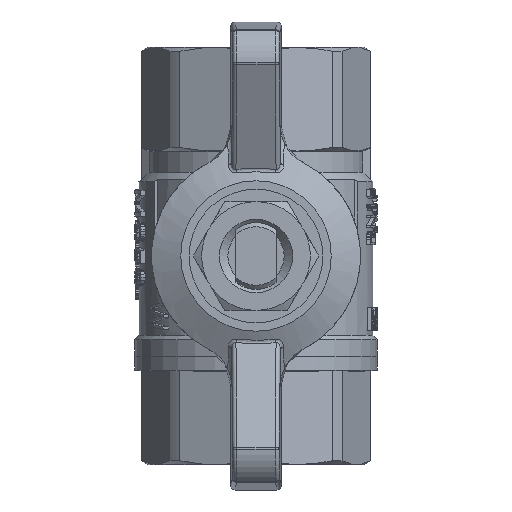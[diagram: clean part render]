
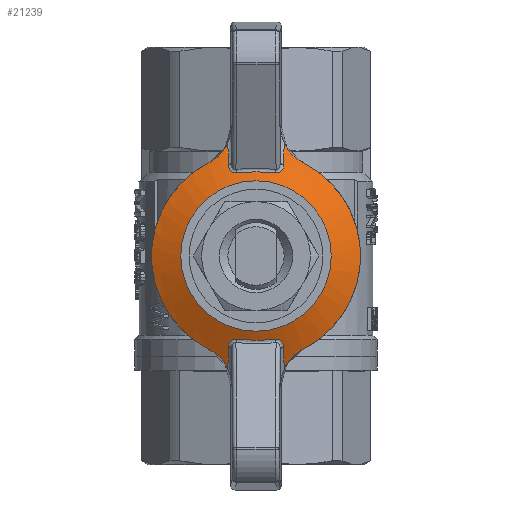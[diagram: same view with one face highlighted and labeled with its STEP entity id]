
A CAD part, left-side view. The second image highlights one B-rep face of the part: STEP entity #21239.
In plain terms, the highlighted conical face has half-angle 64.093 degrees and reference radius 9 mm.
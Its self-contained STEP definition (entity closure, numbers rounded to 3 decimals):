
#1693=CONICAL_SURFACE('',#31571,9.,1.119);
#1805=B_SPLINE_CURVE_WITH_KNOTS('',3,(#48847,#48848,#48849,#48850),
 .UNSPECIFIED.,.F.,.F.,(4,4),(0.,0.003),
 .UNSPECIFIED.);
#1806=B_SPLINE_CURVE_WITH_KNOTS('',3,(#48852,#48853,#48854,#48855),
 .UNSPECIFIED.,.F.,.F.,(4,4),(0.,0.003),.UNSPECIFIED.);
#1807=B_SPLINE_CURVE_WITH_KNOTS('',3,(#48857,#48858,#48859,#48860,#48861),
 .UNSPECIFIED.,.F.,.F.,(4,1,4),(0.,0.001,0.002),
 .UNSPECIFIED.);
#1808=B_SPLINE_CURVE_WITH_KNOTS('',3,(#48863,#48864,#48865,#48866),
 .UNSPECIFIED.,.F.,.F.,(4,4),(0.,0.005),.UNSPECIFIED.);
#1809=B_SPLINE_CURVE_WITH_KNOTS('',3,(#48868,#48869,#48870,#48871,#48872),
 .UNSPECIFIED.,.F.,.F.,(4,1,4),(0.,0.001,0.002),
 .UNSPECIFIED.);
#1810=B_SPLINE_CURVE_WITH_KNOTS('',3,(#48874,#48875,#48876,#48877),
 .UNSPECIFIED.,.F.,.F.,(4,4),(0.,0.003),.UNSPECIFIED.);
#1811=B_SPLINE_CURVE_WITH_KNOTS('',3,(#48879,#48880,#48881,#48882),
 .UNSPECIFIED.,.F.,.F.,(4,4),(0.002,0.006),
 .UNSPECIFIED.);
#1812=B_SPLINE_CURVE_WITH_KNOTS('',3,(#48883,#48884,#48885,#48886),
 .UNSPECIFIED.,.F.,.F.,(4,4),(0.,0.003),
 .UNSPECIFIED.);
#1813=B_SPLINE_CURVE_WITH_KNOTS('',3,(#48888,#48889,#48890,#48891),
 .UNSPECIFIED.,.F.,.F.,(4,4),(0.,0.003),
 .UNSPECIFIED.);
#1814=B_SPLINE_CURVE_WITH_KNOTS('',3,(#48893,#48894,#48895,#48896,#48897),
 .UNSPECIFIED.,.F.,.F.,(4,1,4),(0.,0.001,0.002),
 .UNSPECIFIED.);
#1815=B_SPLINE_CURVE_WITH_KNOTS('',3,(#48899,#48900,#48901,#48902),
 .UNSPECIFIED.,.F.,.F.,(4,4),(0.,0.005),.UNSPECIFIED.);
#1816=B_SPLINE_CURVE_WITH_KNOTS('',3,(#48904,#48905,#48906,#48907,#48908),
 .UNSPECIFIED.,.F.,.F.,(4,1,4),(0.,0.001,0.002),
 .UNSPECIFIED.);
#1817=B_SPLINE_CURVE_WITH_KNOTS('',3,(#48910,#48911,#48912,#48913),
 .UNSPECIFIED.,.F.,.F.,(4,4),(0.,0.003),.UNSPECIFIED.);
#1818=B_SPLINE_CURVE_WITH_KNOTS('',3,(#48915,#48916,#48917,#48918),
 .UNSPECIFIED.,.F.,.F.,(4,4),(0.002,0.006),
 .UNSPECIFIED.);
#10585=ORIENTED_EDGE('',*,*,#13916,.T.);
#10586=ORIENTED_EDGE('',*,*,#13917,.T.);
#10587=ORIENTED_EDGE('',*,*,#13918,.T.);
#10588=ORIENTED_EDGE('',*,*,#13919,.T.);
#10589=ORIENTED_EDGE('',*,*,#13920,.T.);
#10590=ORIENTED_EDGE('',*,*,#13921,.T.);
#10591=ORIENTED_EDGE('',*,*,#13922,.T.);
#10592=ORIENTED_EDGE('',*,*,#13854,.F.);
#10593=ORIENTED_EDGE('',*,*,#13923,.T.);
#10594=ORIENTED_EDGE('',*,*,#13924,.T.);
#10595=ORIENTED_EDGE('',*,*,#13925,.T.);
#10596=ORIENTED_EDGE('',*,*,#13926,.T.);
#10597=ORIENTED_EDGE('',*,*,#13927,.T.);
#10598=ORIENTED_EDGE('',*,*,#13928,.T.);
#10599=ORIENTED_EDGE('',*,*,#13929,.T.);
#10600=ORIENTED_EDGE('',*,*,#13859,.F.);
#10601=ORIENTED_EDGE('',*,*,#13837,.T.);
#13837=EDGE_CURVE('',#16051,#16051,#16470,.T.);
#13854=EDGE_CURVE('',#16068,#16069,#16480,.T.);
#13859=EDGE_CURVE('',#16072,#16073,#16482,.T.);
#13916=EDGE_CURVE('',#16072,#16106,#1805,.T.);
#13917=EDGE_CURVE('',#16106,#16107,#1806,.T.);
#13918=EDGE_CURVE('',#16107,#16108,#1807,.T.);
#13919=EDGE_CURVE('',#16108,#16109,#1808,.T.);
#13920=EDGE_CURVE('',#16109,#16110,#1809,.T.);
#13921=EDGE_CURVE('',#16110,#16111,#1810,.T.);
#13922=EDGE_CURVE('',#16111,#16069,#1811,.T.);
#13923=EDGE_CURVE('',#16068,#16112,#1812,.T.);
#13924=EDGE_CURVE('',#16112,#16113,#1813,.T.);
#13925=EDGE_CURVE('',#16113,#16114,#1814,.T.);
#13926=EDGE_CURVE('',#16114,#16115,#1815,.T.);
#13927=EDGE_CURVE('',#16115,#16116,#1816,.T.);
#13928=EDGE_CURVE('',#16116,#16117,#1817,.T.);
#13929=EDGE_CURVE('',#16117,#16073,#1818,.T.);
#16051=VERTEX_POINT('',#48643);
#16068=VERTEX_POINT('',#48680);
#16069=VERTEX_POINT('',#48682);
#16072=VERTEX_POINT('',#48691);
#16073=VERTEX_POINT('',#48692);
#16106=VERTEX_POINT('',#48851);
#16107=VERTEX_POINT('',#48856);
#16108=VERTEX_POINT('',#48862);
#16109=VERTEX_POINT('',#48867);
#16110=VERTEX_POINT('',#48873);
#16111=VERTEX_POINT('',#48878);
#16112=VERTEX_POINT('',#48887);
#16113=VERTEX_POINT('',#48892);
#16114=VERTEX_POINT('',#48898);
#16115=VERTEX_POINT('',#48903);
#16116=VERTEX_POINT('',#48909);
#16117=VERTEX_POINT('',#48914);
#16470=CIRCLE('',#31507,9.);
#16480=CIRCLE('',#31522,12.5);
#16482=CIRCLE('',#31526,12.5);
#17772=EDGE_LOOP('',(#10585,#10586,#10587,#10588,#10589,#10590,#10591,#10592,
#10593,#10594,#10595,#10596,#10597,#10598,#10599,#10600));
#17773=EDGE_LOOP('',(#10601));
#19068=FACE_BOUND('',#17772,.T.);
#19069=FACE_BOUND('',#17773,.T.);
#21239=ADVANCED_FACE('',(#19068,#19069),#1693,.T.);
#31507=AXIS2_PLACEMENT_3D('',#48642,#38565,#38566);
#31522=AXIS2_PLACEMENT_3D('',#48681,#38601,#38602);
#31526=AXIS2_PLACEMENT_3D('',#48690,#38611,#38612);
#31571=AXIS2_PLACEMENT_3D('',#48846,#38724,#38725);
#38565=DIRECTION('',(0.,0.,-1.));
#38566=DIRECTION('',(-1.,0.,0.));
#38601=DIRECTION('',(0.,0.,-1.));
#38602=DIRECTION('',(-1.,0.,0.));
#38611=DIRECTION('',(0.,0.,-1.));
#38612=DIRECTION('',(-1.,0.,0.));
#38724=DIRECTION('',(0.,0.,-1.));
#38725=DIRECTION('',(-1.,0.,0.));
#48642=CARTESIAN_POINT('',(0.,0.,12.2));
#48643=CARTESIAN_POINT('',(-9.,0.,12.2));
#48680=CARTESIAN_POINT('',(11.151,-5.649,10.5));
#48681=CARTESIAN_POINT('',(0.,0.,10.5));
#48682=CARTESIAN_POINT('',(-11.151,-5.649,10.5));
#48690=CARTESIAN_POINT('',(0.,0.,10.5));
#48691=CARTESIAN_POINT('',(-11.151,5.649,10.5));
#48692=CARTESIAN_POINT('',(11.151,5.649,10.5));
#48846=CARTESIAN_POINT('',(0.,0.,12.2));
#48847=CARTESIAN_POINT('',(-11.151,5.649,10.5));
#48848=CARTESIAN_POINT('',(-11.68,4.604,10.5));
#48849=CARTESIAN_POINT('',(-12.567,3.799,10.203));
#48850=CARTESIAN_POINT('',(-13.554,3.359,9.789));
#48851=CARTESIAN_POINT('',(-13.554,3.359,9.789));
#48852=CARTESIAN_POINT('',(-13.554,3.359,9.789));
#48853=CARTESIAN_POINT('',(-12.694,3.35,10.195));
#48854=CARTESIAN_POINT('',(-11.833,3.34,10.6));
#48855=CARTESIAN_POINT('',(-10.971,3.33,11.002));
#48856=CARTESIAN_POINT('',(-10.971,3.33,11.002));
#48857=CARTESIAN_POINT('',(-10.971,3.33,11.002));
#48858=CARTESIAN_POINT('',(-10.708,3.326,11.126));
#48859=CARTESIAN_POINT('',(-10.181,3.188,11.39));
#48860=CARTESIAN_POINT('',(-9.906,2.638,11.594));
#48861=CARTESIAN_POINT('',(-9.94,2.347,11.611));
#48862=CARTESIAN_POINT('',(-9.94,2.347,11.611));
#48863=CARTESIAN_POINT('',(-9.94,2.347,11.611));
#48864=CARTESIAN_POINT('',(-10.121,0.787,11.699));
#48865=CARTESIAN_POINT('',(-10.121,-0.787,11.699));
#48866=CARTESIAN_POINT('',(-9.94,-2.347,11.611));
#48867=CARTESIAN_POINT('',(-9.94,-2.347,11.611));
#48868=CARTESIAN_POINT('',(-9.94,-2.347,11.611));
#48869=CARTESIAN_POINT('',(-9.906,-2.638,11.594));
#48870=CARTESIAN_POINT('',(-10.179,-3.187,11.391));
#48871=CARTESIAN_POINT('',(-10.708,-3.326,11.126));
#48872=CARTESIAN_POINT('',(-10.971,-3.33,11.002));
#48873=CARTESIAN_POINT('',(-10.971,-3.33,11.002));
#48874=CARTESIAN_POINT('',(-10.971,-3.33,11.002));
#48875=CARTESIAN_POINT('',(-11.833,-3.34,10.6));
#48876=CARTESIAN_POINT('',(-12.694,-3.35,10.195));
#48877=CARTESIAN_POINT('',(-13.554,-3.359,9.789));
#48878=CARTESIAN_POINT('',(-13.554,-3.359,9.789));
#48879=CARTESIAN_POINT('',(-13.554,-3.359,9.789));
#48880=CARTESIAN_POINT('',(-12.567,-3.798,10.203));
#48881=CARTESIAN_POINT('',(-11.681,-4.603,10.5));
#48882=CARTESIAN_POINT('',(-11.151,-5.649,10.5));
#48883=CARTESIAN_POINT('',(11.151,-5.649,10.5));
#48884=CARTESIAN_POINT('',(11.68,-4.604,10.5));
#48885=CARTESIAN_POINT('',(12.567,-3.799,10.203));
#48886=CARTESIAN_POINT('',(13.554,-3.359,9.789));
#48887=CARTESIAN_POINT('',(13.554,-3.359,9.789));
#48888=CARTESIAN_POINT('',(13.554,-3.359,9.789));
#48889=CARTESIAN_POINT('',(12.694,-3.35,10.195));
#48890=CARTESIAN_POINT('',(11.833,-3.34,10.6));
#48891=CARTESIAN_POINT('',(10.971,-3.33,11.002));
#48892=CARTESIAN_POINT('',(10.971,-3.33,11.002));
#48893=CARTESIAN_POINT('',(10.971,-3.33,11.002));
#48894=CARTESIAN_POINT('',(10.708,-3.326,11.126));
#48895=CARTESIAN_POINT('',(10.181,-3.188,11.39));
#48896=CARTESIAN_POINT('',(9.906,-2.638,11.594));
#48897=CARTESIAN_POINT('',(9.94,-2.347,11.611));
#48898=CARTESIAN_POINT('',(9.94,-2.347,11.611));
#48899=CARTESIAN_POINT('',(9.94,-2.347,11.611));
#48900=CARTESIAN_POINT('',(10.121,-0.787,11.699));
#48901=CARTESIAN_POINT('',(10.121,0.787,11.699));
#48902=CARTESIAN_POINT('',(9.94,2.347,11.611));
#48903=CARTESIAN_POINT('',(9.94,2.347,11.611));
#48904=CARTESIAN_POINT('',(9.94,2.347,11.611));
#48905=CARTESIAN_POINT('',(9.906,2.638,11.594));
#48906=CARTESIAN_POINT('',(10.179,3.187,11.391));
#48907=CARTESIAN_POINT('',(10.708,3.326,11.126));
#48908=CARTESIAN_POINT('',(10.971,3.33,11.002));
#48909=CARTESIAN_POINT('',(10.971,3.33,11.002));
#48910=CARTESIAN_POINT('',(10.971,3.33,11.002));
#48911=CARTESIAN_POINT('',(11.833,3.34,10.6));
#48912=CARTESIAN_POINT('',(12.694,3.35,10.195));
#48913=CARTESIAN_POINT('',(13.554,3.359,9.789));
#48914=CARTESIAN_POINT('',(13.554,3.359,9.789));
#48915=CARTESIAN_POINT('',(13.554,3.359,9.789));
#48916=CARTESIAN_POINT('',(12.567,3.798,10.203));
#48917=CARTESIAN_POINT('',(11.681,4.603,10.5));
#48918=CARTESIAN_POINT('',(11.151,5.649,10.5));
